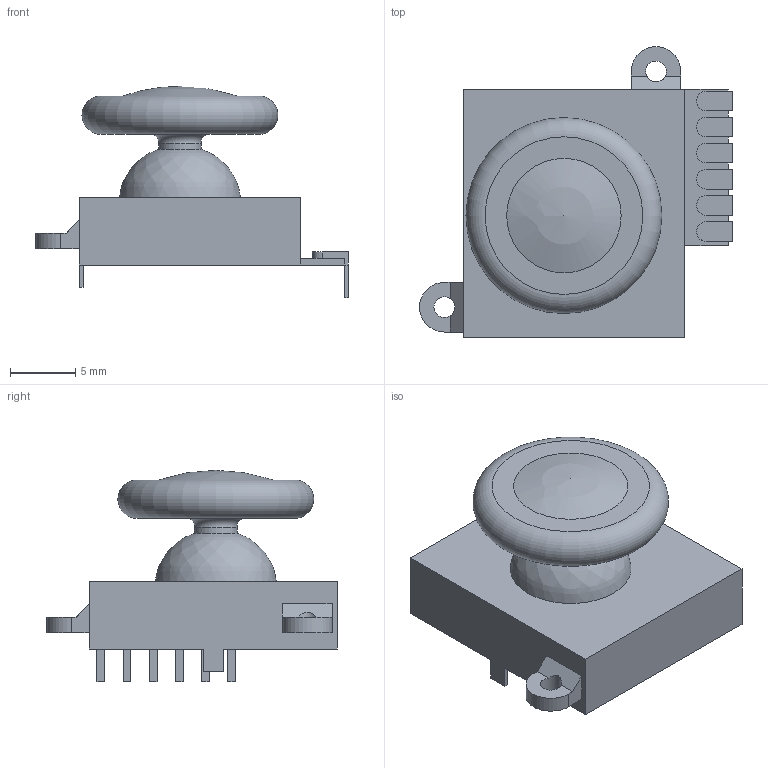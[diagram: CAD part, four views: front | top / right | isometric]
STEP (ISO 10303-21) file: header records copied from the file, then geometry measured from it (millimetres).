
FILE_DESCRIPTION(/* description */ ('','CAx-IF Rec.Pracs.---Representation and Presentation of Product Manufacturing Information (PMI)---4.0---2014-10-13'),/* implementation_level */ '2;1');
FILE_NAME(/* name */ 'Mini Joycon Thumbstick.step',/* time_stamp */ '2025-01-15T12:37:29-05:00',/* author */ (''),/* organization */ (''),/* preprocessor_version */ 'ST-DEVELOPER v20',/* originating_system */ 'Autodesk Translation Framework v13.20.0.188',/* authorisation */ '');
FILE_SCHEMA (('AP242_MANAGED_MODEL_BASED_3D_ENGINEERING_MIM_LF { 1 0 10303 442 1 1 4 }'));
Length unit declared in the file: millimetre
Products named in the file (1): JP19
Bounding box: 23.95 x 22.25 x 16.18 mm (x, y, z)
Volume: 2414.9 mm3; surface area: 1699.5 mm2
Topology: 1 solids, 1 shells, 94 faces, 270 edges, 180 vertices
Faces by surface type: plane 79, cylinder 11, torus 2, bspline 1, sphere 1
Full cylindrical faces by diameter (mm): 1.6 x2, 3.277 x1
Entity records: 3193 total; most frequent: CARTESIAN_POINT 570, ORIENTED_EDGE 538, DIRECTION 494, EDGE_CURVE 269, LINE 232, VECTOR 232, VERTEX_POINT 180, AXIS2_PLACEMENT_3D 131
